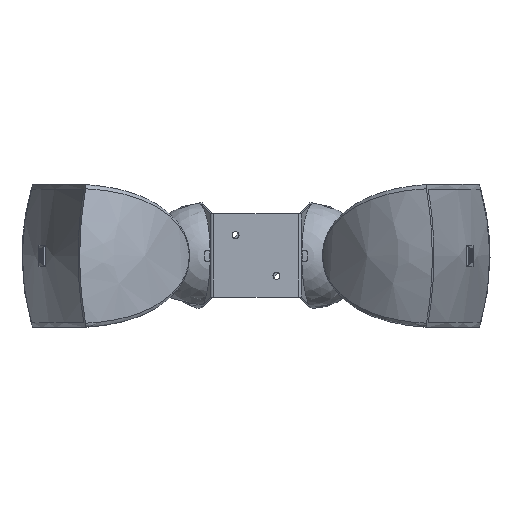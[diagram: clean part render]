
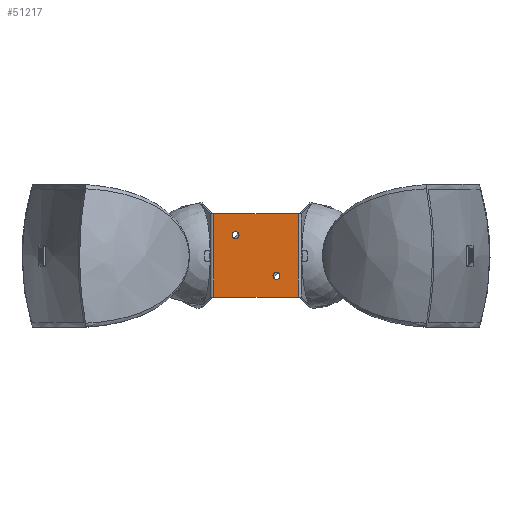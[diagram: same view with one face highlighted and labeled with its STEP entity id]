
A CAD part, front view. The second image highlights one B-rep face of the part: STEP entity #51217.
In plain terms, the highlighted planar face has unit normal (0, -1, 0).
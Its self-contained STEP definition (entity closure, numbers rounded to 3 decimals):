
#1288=FACE_BOUND('',#8300,.T.);
#1289=FACE_BOUND('',#8301,.T.);
#2855=PLANE('',#54252);
#5408=FACE_OUTER_BOUND('',#8299,.T.);
#8299=EDGE_LOOP('',(#45527,#45528,#45529,#45530));
#8300=EDGE_LOOP('',(#45531));
#8301=EDGE_LOOP('',(#45532));
#9185=CIRCLE('',#54253,3.3);
#9186=CIRCLE('',#54254,3.3);
#15124=LINE('',#108415,#19872);
#15125=LINE('',#108421,#19873);
#15127=LINE('',#108430,#19875);
#15128=LINE('',#108432,#19876);
#19872=VECTOR('',#64964,10.);
#19873=VECTOR('',#64971,10.);
#19875=VECTOR('',#64987,10.);
#19876=VECTOR('',#64990,10.);
#24497=VERTEX_POINT('',#108412);
#24498=VERTEX_POINT('',#108414);
#24499=VERTEX_POINT('',#108418);
#24500=VERTEX_POINT('',#108420);
#24501=VERTEX_POINT('',#108433);
#24502=VERTEX_POINT('',#108435);
#31517=EDGE_CURVE('',#24497,#24498,#15124,.T.);
#31520=EDGE_CURVE('',#24499,#24500,#15125,.T.);
#31525=EDGE_CURVE('',#24499,#24498,#15127,.T.);
#31526=EDGE_CURVE('',#24500,#24497,#15128,.T.);
#31527=EDGE_CURVE('',#24501,#24501,#9185,.T.);
#31528=EDGE_CURVE('',#24502,#24502,#9186,.T.);
#45527=ORIENTED_EDGE('',*,*,#31525,.T.);
#45528=ORIENTED_EDGE('',*,*,#31517,.F.);
#45529=ORIENTED_EDGE('',*,*,#31526,.F.);
#45530=ORIENTED_EDGE('',*,*,#31520,.F.);
#45531=ORIENTED_EDGE('',*,*,#31527,.T.);
#45532=ORIENTED_EDGE('',*,*,#31528,.T.);
#51217=ADVANCED_FACE('',(#5408,#1288,#1289),#2855,.T.);
#54252=AXIS2_PLACEMENT_3D('',#108431,#64988,#64989);
#54253=AXIS2_PLACEMENT_3D('',#108434,#64991,#64992);
#54254=AXIS2_PLACEMENT_3D('',#108436,#64993,#64994);
#64964=DIRECTION('',(1.,0.,0.));
#64971=DIRECTION('',(-1.,0.,0.));
#64987=DIRECTION('',(0.,0.,1.));
#64988=DIRECTION('center_axis',(0.,-1.,0.));
#64989=DIRECTION('ref_axis',(1.,0.,0.));
#64990=DIRECTION('',(0.,0.,1.));
#64991=DIRECTION('center_axis',(0.,1.,0.));
#64992=DIRECTION('ref_axis',(-1.,0.,0.));
#64993=DIRECTION('center_axis',(0.,1.,0.));
#64994=DIRECTION('ref_axis',(-1.,0.,0.));
#108412=CARTESIAN_POINT('',(-40.202,-5.,39.5));
#108414=CARTESIAN_POINT('',(40.202,-5.,39.5));
#108415=CARTESIAN_POINT('',(-40.202,-5.,39.5));
#108418=CARTESIAN_POINT('',(40.202,-5.,-39.5));
#108420=CARTESIAN_POINT('',(-40.202,-5.,-39.5));
#108421=CARTESIAN_POINT('',(-40.202,-5.,-39.5));
#108430=CARTESIAN_POINT('',(40.202,-5.,0.));
#108431=CARTESIAN_POINT('Origin',(-40.202,-5.,0.));
#108432=CARTESIAN_POINT('',(-40.202,-5.,0.));
#108433=CARTESIAN_POINT('',(-16.145,-5.,19.445));
#108434=CARTESIAN_POINT('Origin',(-19.445,-5.,19.445));
#108435=CARTESIAN_POINT('',(22.745,-5.,-19.445));
#108436=CARTESIAN_POINT('Origin',(19.445,-5.,-19.445));
